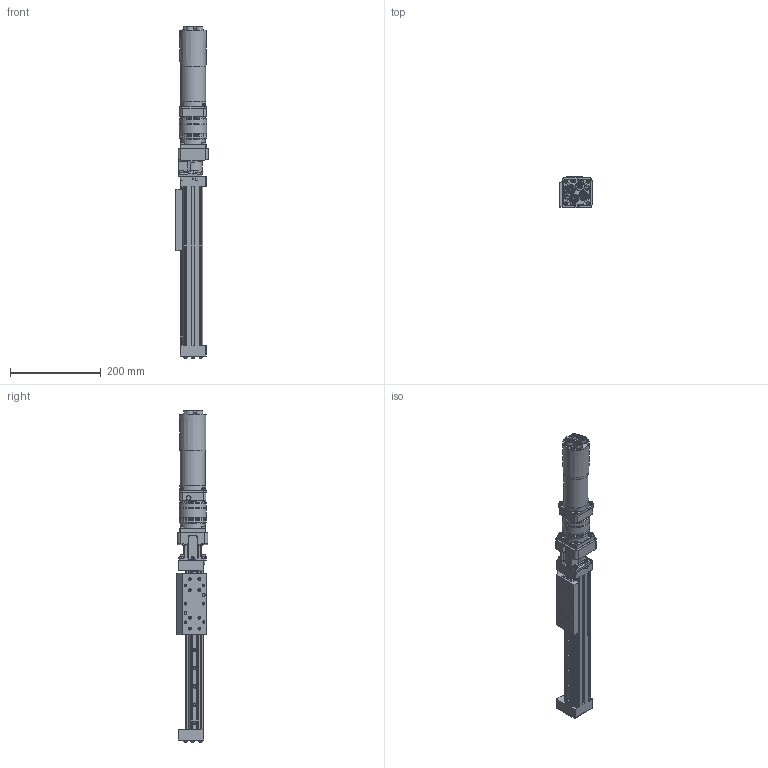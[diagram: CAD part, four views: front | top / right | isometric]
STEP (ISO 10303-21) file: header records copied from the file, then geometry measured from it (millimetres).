
FILE_DESCRIPTION (( 'STEP AP203' ), '1' );
FILE_NAME ('MXE-475588-1.step', '2024-11-20T17:10:17', ( '' ), ( '' ), 'SwSTEP 2.0', 'SolidWorks 2024', '' );
FILE_SCHEMA (( 'CONFIG_CONTROL_DESIGN' ));
Length unit declared in the file: inch
Products named in the file (7): tempJoin1_45109049_MXE-475588-1; tempJoin0_36049451_MXE-475588-1; tempJoin0_45109053_MXE-475588-1; 83259504_MXE-475588-1; 83259069_MXE-475588-1; MXE-475588-1; Base_MXE-475588-1
Assembly tree (6 placements, depth 2):
  MXE-475588-1
    tempJoin0_36049451_MXE-475588-1
    tempJoin0_45109053_MXE-475588-1
    tempJoin1_45109049_MXE-475588-1
    83259504_MXE-475588-1
    83259069_MXE-475588-1
    Base_MXE-475588-1
Bounding box: 70.52 x 69.28 x 730.11 mm (x, y, z)
Volume: 1408337.6 mm3; surface area: 375536.9 mm2
Topology: 11 solids, 47 shells, 2256 faces, 5476 edges, 3534 vertices
Faces by surface type: plane 1365, cylinder 630, cone 139, torus 83, bspline 27, sphere 12
Full cylindrical faces by diameter (mm): 0.7 x17, 1 x5, 1.2 x8, 2.013 x2, 2.2 x4, 2.5 x8, 2.921 x4, 3 x12, 3.1 x5, 3.3 x13, 3.4 x1, 3.5 x4, 3.581 x8, 3.956 x2, 3.969 x2, 4 x13, 4.04 x2, 4.2 x8, 4.201 x4, 4.3 x2, 4.5 x11, 4.572 x1, 4.826 x4, 4.928 x4, 5 x8, 5.001 x4, 5.105 x6, 5.2 x10, 5.5 x12, 5.6 x1
Entity records: 66712 total; most frequent: CARTESIAN_POINT 15320, DIRECTION 10645, ORIENTED_EDGE 9624, EDGE_CURVE 4812, AXIS2_PLACEMENT_3D 3927, VERTEX_POINT 3359, EDGE_LOOP 3087, VECTOR 2791
